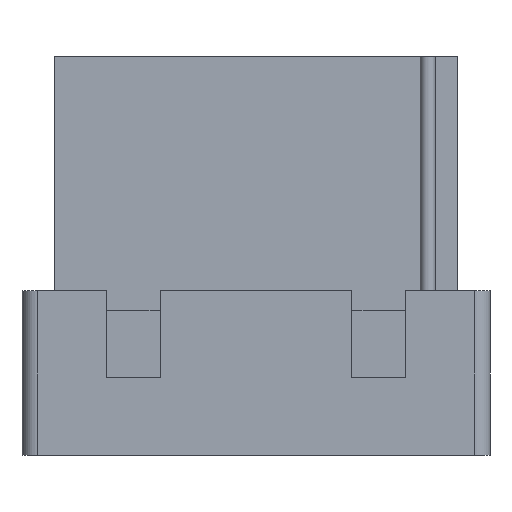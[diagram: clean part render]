
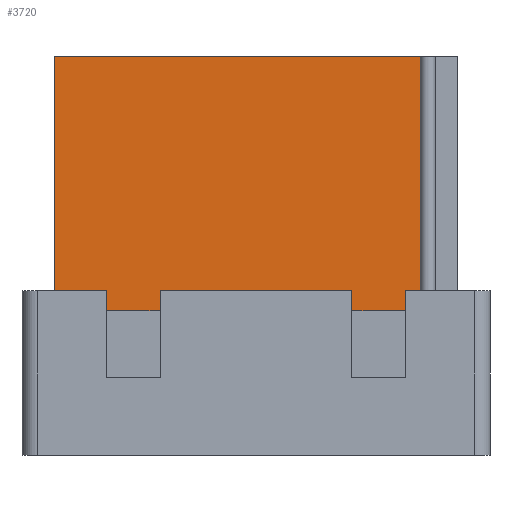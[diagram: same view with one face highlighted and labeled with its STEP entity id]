
A CAD part, front view. The second image highlights one B-rep face of the part: STEP entity #3720.
In plain terms, the highlighted planar face has unit normal (0, -1, 0).
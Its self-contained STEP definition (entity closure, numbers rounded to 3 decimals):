
#21=DIRECTION('',(1.,0.,0.));
#22=VECTOR('',#21,3.85);
#23=CARTESIAN_POINT('',(-1.925,-1.15,0.));
#24=LINE('',#23,#22);
#42=DIRECTION('',(1.,0.,0.));
#43=VECTOR('',#42,1.045);
#44=CARTESIAN_POINT('',(-4.05,-1.15,0.));
#45=LINE('',#44,#43);
#86=DIRECTION('',(1.,0.,0.));
#87=VECTOR('',#86,0.295);
#88=CARTESIAN_POINT('',(3.005,-1.15,0.));
#89=LINE('',#88,#87);
#90=DIRECTION('',(0.,0.,1.));
#91=VECTOR('',#90,4.7);
#92=CARTESIAN_POINT('',(3.3,-1.15,0.));
#93=LINE('',#92,#91);
#94=DIRECTION('',(0.,0.,1.));
#95=VECTOR('',#94,0.4);
#96=CARTESIAN_POINT('',(3.005,-1.15,-0.4));
#97=LINE('',#96,#95);
#98=DIRECTION('',(0.,0.,-1.));
#99=VECTOR('',#98,0.4);
#100=CARTESIAN_POINT('',(1.925,-1.15,0.));
#101=LINE('',#100,#99);
#102=DIRECTION('',(0.,0.,1.));
#103=VECTOR('',#102,0.4);
#104=CARTESIAN_POINT('',(-1.925,-1.15,-0.4));
#105=LINE('',#104,#103);
#106=DIRECTION('',(0.,0.,-1.));
#107=VECTOR('',#106,0.4);
#108=CARTESIAN_POINT('',(-3.005,-1.15,0.));
#109=LINE('',#108,#107);
#110=DIRECTION('',(0.,0.,-1.));
#111=VECTOR('',#110,4.7);
#112=CARTESIAN_POINT('',(-4.05,-1.15,4.7));
#113=LINE('',#112,#111);
#114=DIRECTION('',(1.,0.,0.));
#115=VECTOR('',#114,7.35);
#116=CARTESIAN_POINT('',(-4.05,-1.15,4.7));
#117=LINE('',#116,#115);
#855=DIRECTION('',(-1.,0.,0.));
#856=VECTOR('',#855,1.08);
#857=CARTESIAN_POINT('',(3.005,-1.15,-0.4));
#858=LINE('',#857,#856);
#919=DIRECTION('',(-1.,0.,0.));
#920=VECTOR('',#919,1.08);
#921=CARTESIAN_POINT('',(-1.925,-1.15,-0.4));
#922=LINE('',#921,#920);
#2722=CARTESIAN_POINT('',(-4.05,-1.15,4.7));
#2724=VERTEX_POINT('',#2722);
#2737=CARTESIAN_POINT('',(-4.05,-1.15,0.));
#2738=VERTEX_POINT('',#2737);
#2822=CARTESIAN_POINT('',(1.925,-1.15,0.));
#2824=VERTEX_POINT('',#2822);
#2826=CARTESIAN_POINT('',(3.005,-1.15,0.));
#2828=VERTEX_POINT('',#2826);
#2830=CARTESIAN_POINT('',(-3.005,-1.15,0.));
#2832=VERTEX_POINT('',#2830);
#2834=CARTESIAN_POINT('',(-1.925,-1.15,0.));
#2836=VERTEX_POINT('',#2834);
#2845=CARTESIAN_POINT('',(3.005,-1.15,-0.4));
#2846=CARTESIAN_POINT('',(1.925,-1.15,-0.4));
#2847=VERTEX_POINT('',#2845);
#2848=VERTEX_POINT('',#2846);
#2849=CARTESIAN_POINT('',(-1.925,-1.15,-0.4));
#2850=CARTESIAN_POINT('',(-3.005,-1.15,-0.4));
#2851=VERTEX_POINT('',#2849);
#2852=VERTEX_POINT('',#2850);
#3361=CARTESIAN_POINT('',(3.3,-1.15,0.));
#3363=VERTEX_POINT('',#3361);
#3365=CARTESIAN_POINT('',(3.3,-1.15,4.7));
#3366=VERTEX_POINT('',#3365);
#3693=CARTESIAN_POINT('',(-4.7,-1.15,4.7));
#3694=DIRECTION('',(0.,-1.,0.));
#3695=DIRECTION('',(0.,0.,-1.));
#3696=AXIS2_PLACEMENT_3D('',#3693,#3694,#3695);
#3697=PLANE('',#3696);
#3699=ORIENTED_EDGE('',*,*,#3698,.F.);
#3700=ORIENTED_EDGE('',*,*,#3669,.F.);
#3702=ORIENTED_EDGE('',*,*,#3701,.F.);
#3704=ORIENTED_EDGE('',*,*,#3703,.T.);
#3705=ORIENTED_EDGE('',*,*,#3680,.F.);
#3706=ORIENTED_EDGE('',*,*,#3627,.F.);
#3708=ORIENTED_EDGE('',*,*,#3707,.F.);
#3710=ORIENTED_EDGE('',*,*,#3709,.T.);
#3712=ORIENTED_EDGE('',*,*,#3711,.F.);
#3713=ORIENTED_EDGE('',*,*,#3647,.F.);
#3715=ORIENTED_EDGE('',*,*,#3714,.F.);
#3717=ORIENTED_EDGE('',*,*,#3716,.T.);
#3718=EDGE_LOOP('',(#3699,#3700,#3702,#3704,#3705,#3706,#3708,#3710,#3712,#3713,
#3715,#3717));
#3719=FACE_OUTER_BOUND('',#3718,.F.);
#3627=EDGE_CURVE('',#2836,#2824,#24,.T.);
#3647=EDGE_CURVE('',#2738,#2832,#45,.T.);
#3669=EDGE_CURVE('',#2828,#3363,#89,.T.);
#3680=EDGE_CURVE('',#2824,#2848,#101,.T.);
#3698=EDGE_CURVE('',#3363,#3366,#93,.T.);
#3701=EDGE_CURVE('',#2847,#2828,#97,.T.);
#3703=EDGE_CURVE('',#2847,#2848,#858,.T.);
#3707=EDGE_CURVE('',#2851,#2836,#105,.T.);
#3709=EDGE_CURVE('',#2851,#2852,#922,.T.);
#3711=EDGE_CURVE('',#2832,#2852,#109,.T.);
#3714=EDGE_CURVE('',#2724,#2738,#113,.T.);
#3716=EDGE_CURVE('',#2724,#3366,#117,.T.);
#3720=ADVANCED_FACE('',(#3719),#3697,.T.);
